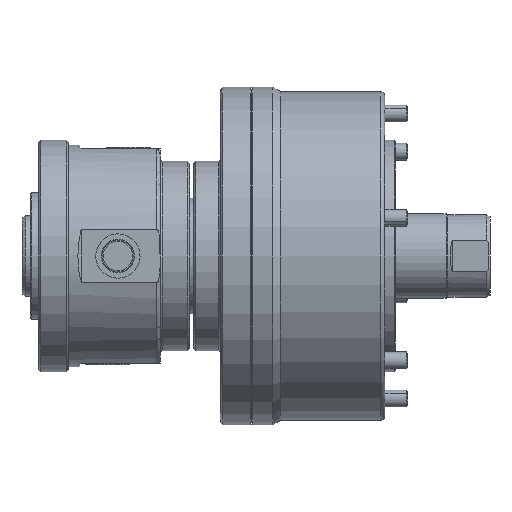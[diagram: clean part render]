
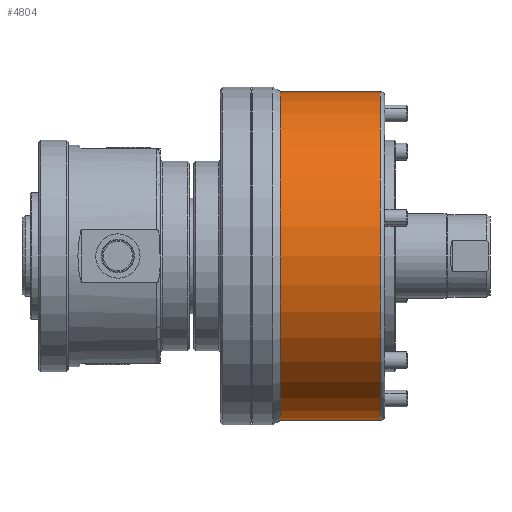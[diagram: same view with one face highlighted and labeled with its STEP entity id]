
A CAD part, front view. The second image highlights one B-rep face of the part: STEP entity #4804.
In plain terms, the highlighted cylindrical face has radius 78 mm (diameter 156 mm), a partial arc.
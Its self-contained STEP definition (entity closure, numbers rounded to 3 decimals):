
#231 = DIRECTION ( 'NONE',  ( 0., 0., -1. ) ) ;
#1246 = FACE_OUTER_BOUND ( 'NONE', #7430, .T. ) ;
#2704 = VERTEX_POINT ( 'NONE', #21485 ) ;
#3298 = DIRECTION ( 'NONE',  ( 0., 0., -1. ) ) ;
#3389 = VERTEX_POINT ( 'NONE', #5727 ) ;
#3504 = DIRECTION ( 'NONE',  ( 1., 0., 0. ) ) ;
#4111 = LINE ( 'NONE', #10820, #10211 ) ;
#4804 = ADVANCED_FACE ( 'NONE', ( #1246 ), #7937, .T. ) ;
#5012 = EDGE_CURVE ( 'NONE', #15839, #3389, #11858, .T. ) ;
#5437 = ORIENTED_EDGE ( 'NONE', *, *, #17811, .F. ) ;
#5727 = CARTESIAN_POINT ( 'NONE',  ( 61., 0., -78. ) ) ;
#6093 = AXIS2_PLACEMENT_3D ( 'NONE', #14637, #21340, #6270 ) ;
#6270 = DIRECTION ( 'NONE',  ( 0., 0., -1. ) ) ;
#6386 = EDGE_CURVE ( 'NONE', #11695, #15839, #10332, .T. ) ;
#7201 = EDGE_CURVE ( 'NONE', #3389, #2704, #13897, .T. ) ;
#7215 = AXIS2_PLACEMENT_3D ( 'NONE', #11643, #18348, #3298 ) ;
#7430 = EDGE_LOOP ( 'NONE', ( #5437, #12842, #7639, #19598 ) ) ;
#7639 = ORIENTED_EDGE ( 'NONE', *, *, #5012, .T. ) ;
#7937 = CYLINDRICAL_SURFACE ( 'NONE', #6093, 78. ) ;
#8571 = CARTESIAN_POINT ( 'NONE',  ( 13.464, 0., 0. ) ) ;
#9734 = VECTOR ( 'NONE', #3504, 1000. ) ;
#10211 = VECTOR ( 'NONE', #17533, 1000. ) ;
#10332 = CIRCLE ( 'NONE', #13136, 78. ) ;
#10424 = CARTESIAN_POINT ( 'NONE',  ( 13.464, 0., 78. ) ) ;
#10820 = CARTESIAN_POINT ( 'NONE',  ( 76.121, 0., 78. ) ) ;
#11643 = CARTESIAN_POINT ( 'NONE',  ( 61., 0., 0. ) ) ;
#11695 = VERTEX_POINT ( 'NONE', #10424 ) ;
#11858 = LINE ( 'NONE', #18564, #9734 ) ;
#11936 = CARTESIAN_POINT ( 'NONE',  ( 13.464, 0., -78. ) ) ;
#12842 = ORIENTED_EDGE ( 'NONE', *, *, #6386, .T. ) ;
#13136 = AXIS2_PLACEMENT_3D ( 'NONE', #8571, #15281, #231 ) ;
#13897 = CIRCLE ( 'NONE', #7215, 78. ) ;
#14637 = CARTESIAN_POINT ( 'NONE',  ( 76.121, 0., 0. ) ) ;
#15281 = DIRECTION ( 'NONE',  ( 1., 0., 0. ) ) ;
#15839 = VERTEX_POINT ( 'NONE', #11936 ) ;
#17533 = DIRECTION ( 'NONE',  ( 1., 0., 0. ) ) ;
#17811 = EDGE_CURVE ( 'NONE', #11695, #2704, #4111, .T. ) ;
#18348 = DIRECTION ( 'NONE',  ( -1., 0., 0. ) ) ;
#18564 = CARTESIAN_POINT ( 'NONE',  ( 76.121, 0., -78. ) ) ;
#19598 = ORIENTED_EDGE ( 'NONE', *, *, #7201, .T. ) ;
#21340 = DIRECTION ( 'NONE',  ( 1., 0., 0. ) ) ;
#21485 = CARTESIAN_POINT ( 'NONE',  ( 61., 0., 78. ) ) ;
